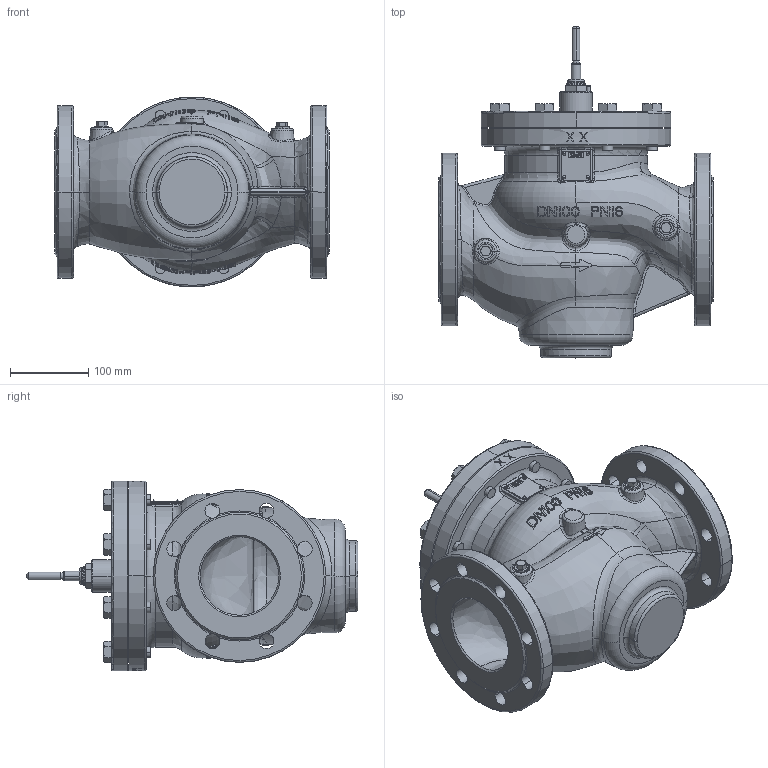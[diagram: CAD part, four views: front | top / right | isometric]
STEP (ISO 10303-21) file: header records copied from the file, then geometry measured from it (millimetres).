
FILE_DESCRIPTION((''),'2;1');
FILE_NAME('065B5502_VFG22_DN100_PN16_ASM','2022-10-28T15:00:43',('U240466'),('Danfoss'),'CREO PARAMETRIC BY PTC INC, 2020342','CREO PARAMETRIC BY PTC INC, 2020342','');
FILE_SCHEMA(('CONFIG_CONTROL_DESIGN'));
Products named in the file (25): 88650020_VALVE_BODY_VFG_DN100_1; 88650720_VALVE_COVER_VFG_DN100_; 88652000_GUIDING_BUSH_DN100_1; 88651580_Q-RING_HOLDER_DN100_1; 88652200_VFG_STEM_DN100_1; O-RING_171_04X3_53_1; HEX_NUT_DIN934_M08_1; 88652060_ANTIROT_STEM_DN100-125; O-RING_113_97X2_62_1; HEX_SCREW_DIN931_M16X50_1; 51340080_1; 5451343_1; 88652420_CON_INSERT_DN65-125_1; 5454070_1; 54590640_1; 88651420_CONICAL_INS_DN100_125__ASM; IGUS_BUSH_10X12X9_1; LABEL_PLATE_37X37_1; 5589607_1; 88653830_PTFE_DN100_2-4X1-57_1; 51817290_M5_ZATIC_1; 54540510_1; 188610240_1; 065B5502_VFG22_DN100_PN16_ASM_1_ASM; 065B5502_VFG22_DN100_PN16_ASM
Assembly tree (46 placements, depth 4):
  065B5502_VFG22_DN100_PN16_ASM
    065B5502_VFG22_DN100_PN16_ASM_1_ASM
      88650020_VALVE_BODY_VFG_DN100_1
      88650720_VALVE_COVER_VFG_DN100_
      88652000_GUIDING_BUSH_DN100_1
      88651580_Q-RING_HOLDER_DN100_1
      88652200_VFG_STEM_DN100_1
      O-RING_171_04X3_53_1
      HEX_NUT_DIN934_M08_1
      88652060_ANTIROT_STEM_DN100-125
      O-RING_113_97X2_62_1
      HEX_SCREW_DIN931_M16X50_1  x8
      51340080_1  x8
      5451343_1
      88651420_CONICAL_INS_DN100_125__ASM
        88652420_CON_INSERT_DN65-125_1
        5454070_1  x2
        54590640_1  x3
      IGUS_BUSH_10X12X9_1
      LABEL_PLATE_37X37_1
      5589607_1  x4
      88653830_PTFE_DN100_2-4X1-57_1
      51817290_M5_ZATIC_1
      54540510_1  x2
      188610240_1  x2
Bounding box: 350 x 423 x 242 mm (x, y, z)
Volume: 6094102.7 mm3; surface area: 941939.1 mm2
Topology: 44 solids, 44 shells, 2385 faces, 6290 edges, 4058 vertices
Faces by surface type: plane 1196, cylinder 433, cone 275, torus 220, bspline 201, extrusion 45, sphere 8, revolution 7
Entity records: 96628 total; most frequent: CARTESIAN_POINT 48161, ORIENTED_EDGE 10800, DIRECTION 8961, EDGE_CURVE 5400, VERTEX_POINT 3544, AXIS2_PLACEMENT_3D 3409, EDGE_LOOP 2196, VECTOR 2136
